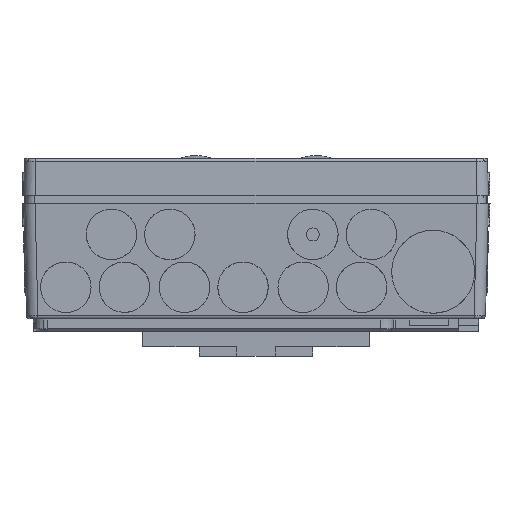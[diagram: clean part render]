
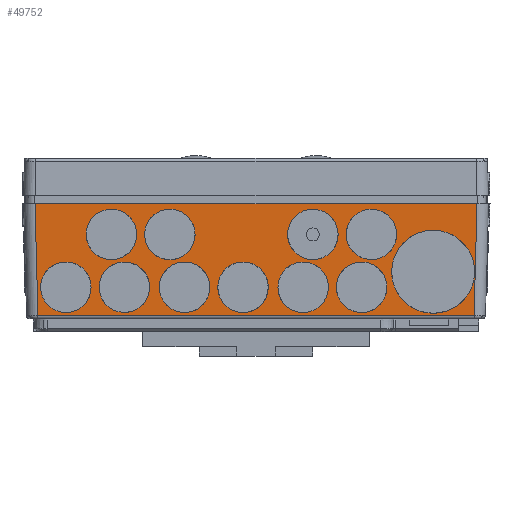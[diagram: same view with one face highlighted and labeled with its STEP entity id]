
A CAD part, front view. The second image highlights one B-rep face of the part: STEP entity #49752.
In plain terms, the highlighted planar face has unit normal (0, -1, -0.026).
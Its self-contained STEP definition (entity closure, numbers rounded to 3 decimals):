
#464=PLANE('',#52543);
#2216=FACE_BOUND('',#5147,.T.);
#2217=FACE_BOUND('',#5148,.T.);
#2218=FACE_BOUND('',#5149,.T.);
#2219=FACE_BOUND('',#5150,.T.);
#2220=FACE_BOUND('',#5151,.T.);
#2221=FACE_BOUND('',#5152,.T.);
#2222=FACE_BOUND('',#5153,.T.);
#2223=FACE_BOUND('',#5154,.T.);
#2224=FACE_BOUND('',#5155,.T.);
#2225=FACE_BOUND('',#5156,.T.);
#2226=FACE_BOUND('',#5157,.T.);
#2489=FACE_OUTER_BOUND('',#5146,.T.);
#5146=EDGE_LOOP('',(#33857,#33858,#33859,#33860));
#5147=EDGE_LOOP('',(#33861));
#5148=EDGE_LOOP('',(#33862));
#5149=EDGE_LOOP('',(#33863));
#5150=EDGE_LOOP('',(#33864));
#5151=EDGE_LOOP('',(#33865));
#5152=EDGE_LOOP('',(#33866));
#5153=EDGE_LOOP('',(#33867));
#5154=EDGE_LOOP('',(#33868));
#5155=EDGE_LOOP('',(#33869));
#5156=EDGE_LOOP('',(#33870));
#5157=EDGE_LOOP('',(#33871));
#9080=ELLIPSE('',#52541,12.754,12.75);
#9081=ELLIPSE('',#52544,7.753,7.75);
#9082=ELLIPSE('',#52545,7.753,7.75);
#9083=ELLIPSE('',#52546,7.753,7.75);
#9084=ELLIPSE('',#52547,7.753,7.75);
#9085=ELLIPSE('',#52548,7.753,7.75);
#9086=ELLIPSE('',#52549,7.753,7.75);
#9087=ELLIPSE('',#52550,7.753,7.75);
#9088=ELLIPSE('',#52551,7.753,7.75);
#9089=ELLIPSE('',#52552,7.753,7.75);
#9090=ELLIPSE('',#52553,7.753,7.75);
#10163=LINE('',#71241,#15724);
#10169=LINE('',#71270,#15730);
#10170=LINE('',#71272,#15731);
#10171=LINE('',#71273,#15732);
#15724=VECTOR('',#57251,1000.);
#15730=VECTOR('',#57281,1000.);
#15731=VECTOR('',#57282,1000.);
#15732=VECTOR('',#57283,1000.);
#21303=VERTEX_POINT('',#71238);
#21304=VERTEX_POINT('',#71240);
#21314=VERTEX_POINT('',#71264);
#21315=VERTEX_POINT('',#71269);
#21316=VERTEX_POINT('',#71271);
#21317=VERTEX_POINT('',#71274);
#21318=VERTEX_POINT('',#71276);
#21319=VERTEX_POINT('',#71278);
#21320=VERTEX_POINT('',#71280);
#21321=VERTEX_POINT('',#71282);
#21322=VERTEX_POINT('',#71284);
#21323=VERTEX_POINT('',#71286);
#21324=VERTEX_POINT('',#71288);
#21325=VERTEX_POINT('',#71290);
#21326=VERTEX_POINT('',#71292);
#26242=EDGE_CURVE('',#21303,#21304,#10163,.T.);
#26254=EDGE_CURVE('',#21314,#21314,#9080,.T.);
#26255=EDGE_CURVE('',#21303,#21315,#10169,.T.);
#26256=EDGE_CURVE('',#21315,#21316,#10170,.T.);
#26257=EDGE_CURVE('',#21316,#21304,#10171,.T.);
#26258=EDGE_CURVE('',#21317,#21317,#9081,.T.);
#26259=EDGE_CURVE('',#21318,#21318,#9082,.T.);
#26260=EDGE_CURVE('',#21319,#21319,#9083,.T.);
#26261=EDGE_CURVE('',#21320,#21320,#9084,.T.);
#26262=EDGE_CURVE('',#21321,#21321,#9085,.T.);
#26263=EDGE_CURVE('',#21322,#21322,#9086,.T.);
#26264=EDGE_CURVE('',#21323,#21323,#9087,.T.);
#26265=EDGE_CURVE('',#21324,#21324,#9088,.T.);
#26266=EDGE_CURVE('',#21325,#21325,#9089,.T.);
#26267=EDGE_CURVE('',#21326,#21326,#9090,.T.);
#33857=ORIENTED_EDGE('',*,*,#26255,.T.);
#33858=ORIENTED_EDGE('',*,*,#26256,.T.);
#33859=ORIENTED_EDGE('',*,*,#26257,.T.);
#33860=ORIENTED_EDGE('',*,*,#26242,.F.);
#33861=ORIENTED_EDGE('',*,*,#26258,.T.);
#33862=ORIENTED_EDGE('',*,*,#26259,.T.);
#33863=ORIENTED_EDGE('',*,*,#26260,.T.);
#33864=ORIENTED_EDGE('',*,*,#26261,.T.);
#33865=ORIENTED_EDGE('',*,*,#26262,.T.);
#33866=ORIENTED_EDGE('',*,*,#26263,.T.);
#33867=ORIENTED_EDGE('',*,*,#26264,.T.);
#33868=ORIENTED_EDGE('',*,*,#26265,.T.);
#33869=ORIENTED_EDGE('',*,*,#26266,.T.);
#33870=ORIENTED_EDGE('',*,*,#26267,.T.);
#33871=ORIENTED_EDGE('',*,*,#26254,.T.);
#49752=ADVANCED_FACE('',(#2489,#2216,#2217,#2218,#2219,#2220,#2221,#2222,
#2223,#2224,#2225,#2226),#464,.T.);
#52541=AXIS2_PLACEMENT_3D('',#71266,#57275,#57276);
#52543=AXIS2_PLACEMENT_3D('',#71268,#57279,#57280);
#52544=AXIS2_PLACEMENT_3D('',#71275,#57284,#57285);
#52545=AXIS2_PLACEMENT_3D('',#71277,#57286,#57287);
#52546=AXIS2_PLACEMENT_3D('',#71279,#57288,#57289);
#52547=AXIS2_PLACEMENT_3D('',#71281,#57290,#57291);
#52548=AXIS2_PLACEMENT_3D('',#71283,#57292,#57293);
#52549=AXIS2_PLACEMENT_3D('',#71285,#57294,#57295);
#52550=AXIS2_PLACEMENT_3D('',#71287,#57296,#57297);
#52551=AXIS2_PLACEMENT_3D('',#71289,#57298,#57299);
#52552=AXIS2_PLACEMENT_3D('',#71291,#57300,#57301);
#52553=AXIS2_PLACEMENT_3D('',#71293,#57302,#57303);
#57251=DIRECTION('',(1.,0.,0.));
#57275=DIRECTION('center_axis',(0.,1.,0.026));
#57276=DIRECTION('ref_axis',(0.,-0.026,1.));
#57279=DIRECTION('center_axis',(0.,-1.,-0.026));
#57280=DIRECTION('ref_axis',(0.,0.026,-1.));
#57281=DIRECTION('',(0.026,0.026,-0.999));
#57282=DIRECTION('',(1.,0.,0.));
#57283=DIRECTION('',(0.026,-0.026,0.999));
#57284=DIRECTION('center_axis',(0.,1.,0.026));
#57285=DIRECTION('ref_axis',(0.,0.026,-1.));
#57286=DIRECTION('center_axis',(0.,1.,0.026));
#57287=DIRECTION('ref_axis',(0.,0.026,-1.));
#57288=DIRECTION('center_axis',(0.,1.,0.026));
#57289=DIRECTION('ref_axis',(0.,0.026,-1.));
#57290=DIRECTION('center_axis',(0.,1.,0.026));
#57291=DIRECTION('ref_axis',(0.,0.026,-1.));
#57292=DIRECTION('center_axis',(0.,1.,0.026));
#57293=DIRECTION('ref_axis',(0.,0.026,-1.));
#57294=DIRECTION('center_axis',(0.,1.,0.026));
#57295=DIRECTION('ref_axis',(0.,-0.026,
1.));
#57296=DIRECTION('center_axis',(0.,1.,0.026));
#57297=DIRECTION('ref_axis',(0.,-0.026,
1.));
#57298=DIRECTION('center_axis',(0.,1.,0.026));
#57299=DIRECTION('ref_axis',(0.,0.026,-1.));
#57300=DIRECTION('center_axis',(0.,1.,0.026));
#57301=DIRECTION('ref_axis',(0.,0.026,-1.));
#57302=DIRECTION('center_axis',(0.,1.,0.026));
#57303=DIRECTION('ref_axis',(0.,0.026,-1.));
#71238=CARTESIAN_POINT('',(-68.001,-79.,9.5));
#71240=CARTESIAN_POINT('',(68.001,-79.,9.5));
#71241=CARTESIAN_POINT('',(-71.5,-79.,9.5));
#71264=CARTESIAN_POINT('',(41.75,-78.45,-11.5));
#71266=CARTESIAN_POINT('Origin',(54.5,-78.45,-11.5));
#71268=CARTESIAN_POINT('Origin',(-71.5,-79.,9.5));
#71269=CARTESIAN_POINT('',(-67.097,-78.096,-25.026));
#71270=CARTESIAN_POINT('',(-67.074,-78.073,-25.909));
#71271=CARTESIAN_POINT('',(67.097,-78.096,-25.026));
#71272=CARTESIAN_POINT('',(-71.5,-78.096,-25.026));
#71273=CARTESIAN_POINT('',(67.906,-78.904,5.852));
#71274=CARTESIAN_POINT('',(32.5,-78.529,-8.5));
#71275=CARTESIAN_POINT('Origin',(32.5,-78.326,-16.25));
#71276=CARTESIAN_POINT('',(-32.941,-78.37,-14.542));
#71277=CARTESIAN_POINT('Origin',(-40.5,-78.326,-16.25));
#71278=CARTESIAN_POINT('',(-22.,-78.529,-8.5));
#71279=CARTESIAN_POINT('Origin',(-22.,-78.326,-16.25));
#71280=CARTESIAN_POINT('',(-4.,-78.529,-8.5));
#71281=CARTESIAN_POINT('Origin',(-4.,-78.326,-16.25));
#71282=CARTESIAN_POINT('',(-58.5,-78.529,-8.5));
#71283=CARTESIAN_POINT('Origin',(-58.5,-78.326,-16.25));
#71284=CARTESIAN_POINT('',(-39.303,-78.601,-5.749));
#71285=CARTESIAN_POINT('Origin',(-44.5,-78.751,0.));
#71286=CARTESIAN_POINT('',(6.75,-78.326,-16.25));
#71287=CARTESIAN_POINT('Origin',(14.5,-78.326,-16.25));
#71288=CARTESIAN_POINT('',(-25.173,-78.951,7.636));
#71289=CARTESIAN_POINT('Origin',(-26.5,-78.751,0.));
#71290=CARTESIAN_POINT('',(41.385,-78.883,5.043));
#71291=CARTESIAN_POINT('Origin',(35.5,-78.751,0.));
#71292=CARTESIAN_POINT('',(13.497,-78.925,6.636));
#71293=CARTESIAN_POINT('Origin',(17.5,-78.751,0.));
